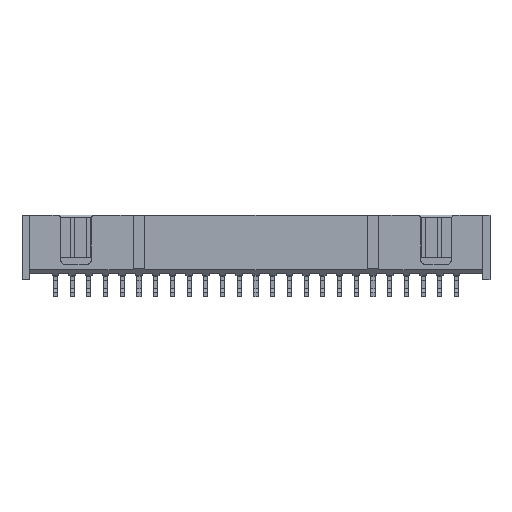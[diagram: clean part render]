
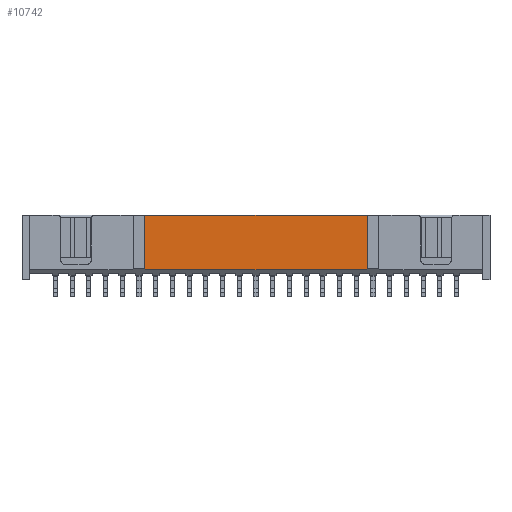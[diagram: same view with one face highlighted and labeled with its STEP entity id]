
A CAD part, front view. The second image highlights one B-rep face of the part: STEP entity #10742.
In plain terms, the highlighted planar face has unit normal (0, -1, 0).
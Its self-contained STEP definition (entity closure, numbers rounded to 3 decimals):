
#613 = PLANE('',#614);
#614 = AXIS2_PLACEMENT_3D('',#615,#616,#617);
#615 = CARTESIAN_POINT('',(-34.417,-2.216,-9.166));
#616 = DIRECTION('',(0.,0.383,0.924));
#617 = DIRECTION('',(0.,-0.924,0.383));
#10147 = PLANE('',#10148);
#10148 = AXIS2_PLACEMENT_3D('',#10149,#10150,#10151);
#10149 = CARTESIAN_POINT('',(-35.56,1.651,0.));
#10150 = DIRECTION('',(0.,0.,1.));
#10151 = DIRECTION('',(0.,-1.,0.));
#10307 = VERTEX_POINT('',#10308);
#10308 = CARTESIAN_POINT('',(16.891,-4.255,0.));
#10322 = PLANE('',#10323);
#10323 = AXIS2_PLACEMENT_3D('',#10324,#10325,#10326);
#10324 = CARTESIAN_POINT('',(16.891,-4.255,0.));
#10325 = DIRECTION('',(-1.,0.,0.));
#10326 = DIRECTION('',(0.,-1.,0.));
#10334 = EDGE_CURVE('',#10307,#10335,#10337,.T.);
#10335 = VERTEX_POINT('',#10336);
#10336 = CARTESIAN_POINT('',(-16.891,-4.255,0.));
#10337 = SURFACE_CURVE('',#10338,(#10342,#10349),.PCURVE_S1.);
#10338 = LINE('',#10339,#10340);
#10339 = CARTESIAN_POINT('',(16.891,-4.255,0.));
#10340 = VECTOR('',#10341,1.);
#10341 = DIRECTION('',(-1.,0.,0.));
#10342 = PCURVE('',#10147,#10343);
#10343 = DEFINITIONAL_REPRESENTATION('',(#10344),#10348);
#10344 = LINE('',#10345,#10346);
#10345 = CARTESIAN_POINT('',(5.906,52.451));
#10346 = VECTOR('',#10347,1.);
#10347 = DIRECTION('',(0.,-1.));
#10348 = ( GEOMETRIC_REPRESENTATION_CONTEXT(2) 
PARAMETRIC_REPRESENTATION_CONTEXT() REPRESENTATION_CONTEXT('2D SPACE',''
  ) );
#10349 = PCURVE('',#10350,#10355);
#10350 = PLANE('',#10351);
#10351 = AXIS2_PLACEMENT_3D('',#10352,#10353,#10354);
#10352 = CARTESIAN_POINT('',(34.417,-4.255,0.));
#10353 = DIRECTION('',(0.,1.,0.));
#10354 = DIRECTION('',(-1.,0.,0.));
#10355 = DEFINITIONAL_REPRESENTATION('',(#10356),#10360);
#10356 = LINE('',#10357,#10358);
#10357 = CARTESIAN_POINT('',(17.526,0.));
#10358 = VECTOR('',#10359,1.);
#10359 = DIRECTION('',(1.,0.));
#10360 = ( GEOMETRIC_REPRESENTATION_CONTEXT(2) 
PARAMETRIC_REPRESENTATION_CONTEXT() REPRESENTATION_CONTEXT('2D SPACE',''
  ) );
#10378 = PLANE('',#10379);
#10379 = AXIS2_PLACEMENT_3D('',#10380,#10381,#10382);
#10380 = CARTESIAN_POINT('',(-16.891,-4.572,0.));
#10381 = DIRECTION('',(1.,0.,0.));
#10382 = DIRECTION('',(-0.,1.,0.));
#10742 = ADVANCED_FACE('',(#10743),#10350,.F.);
#10743 = FACE_BOUND('',#10744,.F.);
#10744 = EDGE_LOOP('',(#10745,#10768,#10769,#10792));
#10745 = ORIENTED_EDGE('',*,*,#10746,.T.);
#10746 = EDGE_CURVE('',#10747,#10335,#10749,.T.);
#10747 = VERTEX_POINT('',#10748);
#10748 = CARTESIAN_POINT('',(-16.891,-4.255,-8.321));
#10749 = SURFACE_CURVE('',#10750,(#10754,#10761),.PCURVE_S1.);
#10750 = LINE('',#10751,#10752);
#10751 = CARTESIAN_POINT('',(-16.891,-4.255,-8.321));
#10752 = VECTOR('',#10753,1.);
#10753 = DIRECTION('',(0.,0.,1.));
#10754 = PCURVE('',#10350,#10755);
#10755 = DEFINITIONAL_REPRESENTATION('',(#10756),#10760);
#10756 = LINE('',#10757,#10758);
#10757 = CARTESIAN_POINT('',(51.308,-8.321));
#10758 = VECTOR('',#10759,1.);
#10759 = DIRECTION('',(0.,1.));
#10760 = ( GEOMETRIC_REPRESENTATION_CONTEXT(2) 
PARAMETRIC_REPRESENTATION_CONTEXT() REPRESENTATION_CONTEXT('2D SPACE',''
  ) );
#10761 = PCURVE('',#10378,#10762);
#10762 = DEFINITIONAL_REPRESENTATION('',(#10763),#10767);
#10763 = LINE('',#10764,#10765);
#10764 = CARTESIAN_POINT('',(0.318,-8.321));
#10765 = VECTOR('',#10766,1.);
#10766 = DIRECTION('',(0.,1.));
#10767 = ( GEOMETRIC_REPRESENTATION_CONTEXT(2) 
PARAMETRIC_REPRESENTATION_CONTEXT() REPRESENTATION_CONTEXT('2D SPACE',''
  ) );
#10768 = ORIENTED_EDGE('',*,*,#10334,.F.);
#10769 = ORIENTED_EDGE('',*,*,#10770,.F.);
#10770 = EDGE_CURVE('',#10771,#10307,#10773,.T.);
#10771 = VERTEX_POINT('',#10772);
#10772 = CARTESIAN_POINT('',(16.891,-4.255,-8.321));
#10773 = SURFACE_CURVE('',#10774,(#10778,#10785),.PCURVE_S1.);
#10774 = LINE('',#10775,#10776);
#10775 = CARTESIAN_POINT('',(16.891,-4.255,-8.321));
#10776 = VECTOR('',#10777,1.);
#10777 = DIRECTION('',(0.,0.,1.));
#10778 = PCURVE('',#10350,#10779);
#10779 = DEFINITIONAL_REPRESENTATION('',(#10780),#10784);
#10780 = LINE('',#10781,#10782);
#10781 = CARTESIAN_POINT('',(17.526,-8.321));
#10782 = VECTOR('',#10783,1.);
#10783 = DIRECTION('',(0.,1.));
#10784 = ( GEOMETRIC_REPRESENTATION_CONTEXT(2) 
PARAMETRIC_REPRESENTATION_CONTEXT() REPRESENTATION_CONTEXT('2D SPACE',''
  ) );
#10785 = PCURVE('',#10322,#10786);
#10786 = DEFINITIONAL_REPRESENTATION('',(#10787),#10791);
#10787 = LINE('',#10788,#10789);
#10788 = CARTESIAN_POINT('',(-0.,-8.321));
#10789 = VECTOR('',#10790,1.);
#10790 = DIRECTION('',(0.,1.));
#10791 = ( GEOMETRIC_REPRESENTATION_CONTEXT(2) 
PARAMETRIC_REPRESENTATION_CONTEXT() REPRESENTATION_CONTEXT('2D SPACE',''
  ) );
#10792 = ORIENTED_EDGE('',*,*,#10793,.T.);
#10793 = EDGE_CURVE('',#10771,#10747,#10794,.T.);
#10794 = SURFACE_CURVE('',#10795,(#10799,#10806),.PCURVE_S1.);
#10795 = LINE('',#10796,#10797);
#10796 = CARTESIAN_POINT('',(16.891,-4.255,-8.321));
#10797 = VECTOR('',#10798,1.);
#10798 = DIRECTION('',(-1.,0.,0.));
#10799 = PCURVE('',#10350,#10800);
#10800 = DEFINITIONAL_REPRESENTATION('',(#10801),#10805);
#10801 = LINE('',#10802,#10803);
#10802 = CARTESIAN_POINT('',(17.526,-8.321));
#10803 = VECTOR('',#10804,1.);
#10804 = DIRECTION('',(1.,0.));
#10805 = ( GEOMETRIC_REPRESENTATION_CONTEXT(2) 
PARAMETRIC_REPRESENTATION_CONTEXT() REPRESENTATION_CONTEXT('2D SPACE',''
  ) );
#10806 = PCURVE('',#613,#10807);
#10807 = DEFINITIONAL_REPRESENTATION('',(#10808),#10812);
#10808 = LINE('',#10809,#10810);
#10809 = CARTESIAN_POINT('',(2.207,51.308));
#10810 = VECTOR('',#10811,1.);
#10811 = DIRECTION('',(0.,-1.));
#10812 = ( GEOMETRIC_REPRESENTATION_CONTEXT(2) 
PARAMETRIC_REPRESENTATION_CONTEXT() REPRESENTATION_CONTEXT('2D SPACE',''
  ) );
